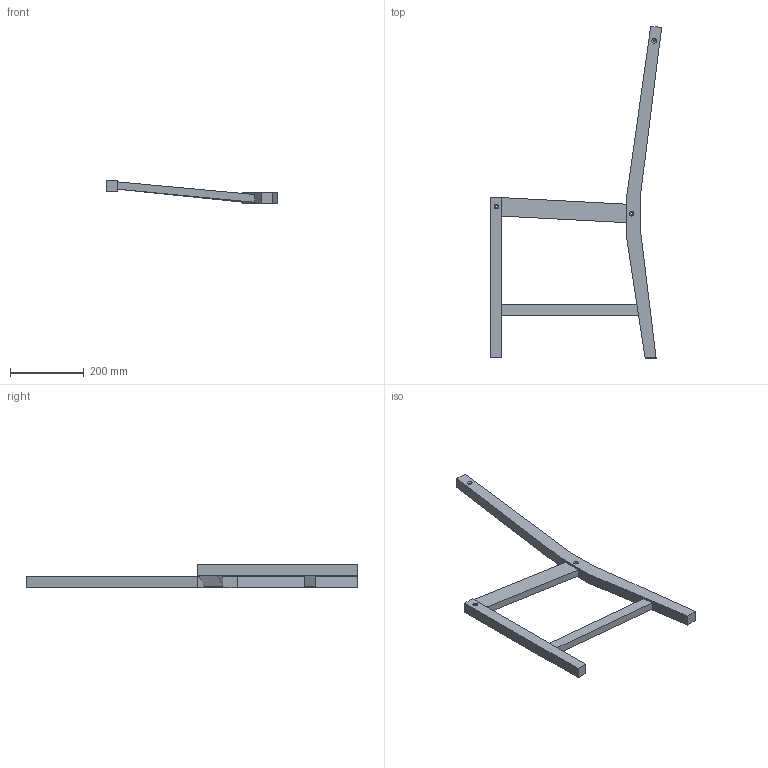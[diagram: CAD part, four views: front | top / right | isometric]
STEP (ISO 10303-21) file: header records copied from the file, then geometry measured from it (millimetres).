
FILE_DESCRIPTION (( 'STEP AP203' ), '1' );
FILE_NAME ('渠蘆 犒餌chair part5.STEP', '2019-08-13T04:19:49', ( '' ), ( '' ), 'SwSTEP 2.0', 'SolidWorks 2019', '' );
FILE_SCHEMA (( 'CONFIG_CONTROL_DESIGN' ));
Length unit declared in the file: millimetre
Products named in the file (2): 渠蘆 犒餌chair part5
Bounding box: 464.67 x 900.57 x 65 mm (x, y, z)
Volume: 1882235.3 mm3; surface area: 257422.8 mm2
Topology: 1 solids, 1 shells, 69 faces, 157 edges, 98 vertices
Faces by surface type: plane 31, cylinder 26, cone 12
Entity records: 2100 total; most frequent: DIRECTION 357, CARTESIAN_POINT 326, ORIENTED_EDGE 314, EDGE_CURVE 157, AXIS2_PLACEMENT_3D 129, LINE 99, VECTOR 99, VERTEX_POINT 98
